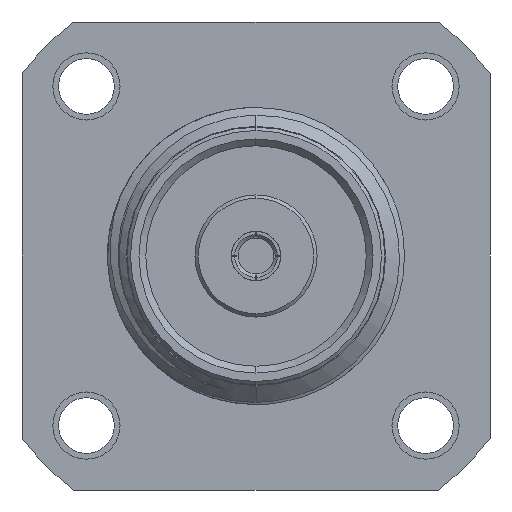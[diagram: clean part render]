
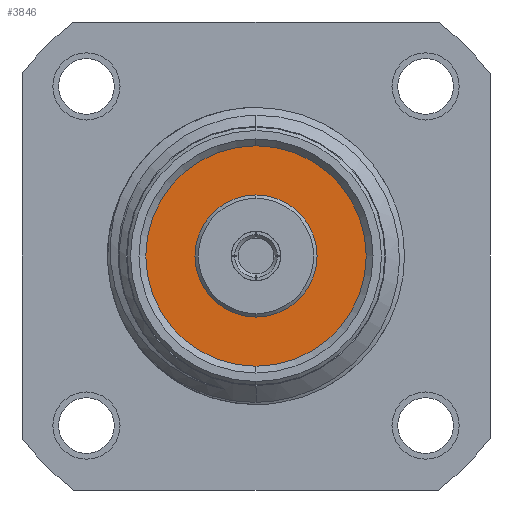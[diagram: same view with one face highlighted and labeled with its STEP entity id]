
A CAD part, left-side view. The second image highlights one B-rep face of the part: STEP entity #3846.
In plain terms, the highlighted planar face has unit normal (-1, 0, 0).
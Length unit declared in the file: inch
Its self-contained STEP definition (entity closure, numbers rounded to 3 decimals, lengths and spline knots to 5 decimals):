
#65 = VERTEX_POINT ( 'NONE', #6313 ) ;
#291 = CARTESIAN_POINT ( 'NONE',  ( 0.33, 0., 0. ) ) ;
#333 = CARTESIAN_POINT ( 'NONE',  ( 0.33, 0., -0.09 ) ) ;
#417 = DIRECTION ( 'NONE',  ( 0., 0., 1. ) ) ;
#590 = EDGE_CURVE ( 'NONE', #1494, #742, #3205, .T. ) ;
#736 = CIRCLE ( 'NONE', #7050, 0.09 ) ;
#742 = VERTEX_POINT ( 'NONE', #1084 ) ;
#880 = CARTESIAN_POINT ( 'NONE',  ( 0.33, 0., 0. ) ) ;
#1084 = CARTESIAN_POINT ( 'NONE',  ( 0.33, 0., 0.1625 ) ) ;
#1214 = DIRECTION ( 'NONE',  ( -1., 0., 0. ) ) ;
#1441 = DIRECTION ( 'NONE',  ( -1., 0., 0. ) ) ;
#1494 = VERTEX_POINT ( 'NONE', #4603 ) ;
#1681 = DIRECTION ( 'NONE',  ( 0., 0., 1. ) ) ;
#1729 = DIRECTION ( 'NONE',  ( -1., 0., 0. ) ) ;
#1775 = CARTESIAN_POINT ( 'NONE',  ( 0.33, 0., 0. ) ) ;
#2087 = EDGE_LOOP ( 'NONE', ( #7022, #2916 ) ) ;
#2310 = ORIENTED_EDGE ( 'NONE', *, *, #7179, .T. ) ;
#2530 = DIRECTION ( 'NONE',  ( 0., 0., 1. ) ) ;
#2916 = ORIENTED_EDGE ( 'NONE', *, *, #4741, .F. ) ;
#2947 = CIRCLE ( 'NONE', #3737, 0.09 ) ;
#3205 = CIRCLE ( 'NONE', #6725, 0.1625 ) ;
#3387 = DIRECTION ( 'NONE',  ( 0., 0., 1. ) ) ;
#3597 = PLANE ( 'NONE',  #6689 ) ;
#3737 = AXIS2_PLACEMENT_3D ( 'NONE', #1775, #1729, #1681 ) ;
#3768 = DIRECTION ( 'NONE',  ( -1., 0., 0. ) ) ;
#3822 = FACE_OUTER_BOUND ( 'NONE', #6537, .T. ) ;
#3846 = ADVANCED_FACE ( 'NONE', ( #5329, #3822 ), #3597, .T. ) ;
#3975 = ORIENTED_EDGE ( 'NONE', *, *, #590, .T. ) ;
#4424 = VERTEX_POINT ( 'NONE', #333 ) ;
#4603 = CARTESIAN_POINT ( 'NONE',  ( 0.33, 0., -0.1625 ) ) ;
#4741 = EDGE_CURVE ( 'NONE', #65, #4424, #2947, .T. ) ;
#5130 = CARTESIAN_POINT ( 'NONE',  ( 0.33, 0., 0. ) ) ;
#5329 = FACE_BOUND ( 'NONE', #2087, .T. ) ;
#5387 = DIRECTION ( 'NONE',  ( -1., 0., 0. ) ) ;
#5534 = AXIS2_PLACEMENT_3D ( 'NONE', #5130, #1214, #3387 ) ;
#6258 = CIRCLE ( 'NONE', #5534, 0.1625 ) ;
#6313 = CARTESIAN_POINT ( 'NONE',  ( 0.33, 0., 0.09 ) ) ;
#6488 = DIRECTION ( 'NONE',  ( 0., 0., 1. ) ) ;
#6537 = EDGE_LOOP ( 'NONE', ( #2310, #3975 ) ) ;
#6689 = AXIS2_PLACEMENT_3D ( 'NONE', #6921, #3768, #417 ) ;
#6725 = AXIS2_PLACEMENT_3D ( 'NONE', #291, #5387, #2530 ) ;
#6873 = EDGE_CURVE ( 'NONE', #4424, #65, #736, .T. ) ;
#6921 = CARTESIAN_POINT ( 'NONE',  ( 0.33, 0., 0. ) ) ;
#7022 = ORIENTED_EDGE ( 'NONE', *, *, #6873, .F. ) ;
#7050 = AXIS2_PLACEMENT_3D ( 'NONE', #880, #1441, #6488 ) ;
#7179 = EDGE_CURVE ( 'NONE', #742, #1494, #6258, .T. ) ;
